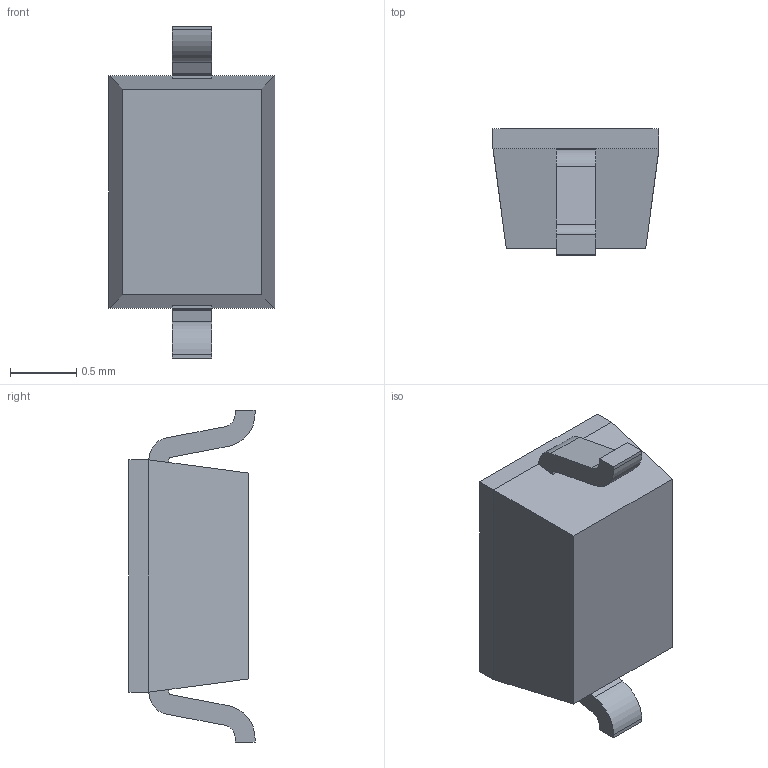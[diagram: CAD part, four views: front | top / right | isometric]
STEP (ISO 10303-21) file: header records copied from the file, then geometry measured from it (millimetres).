
FILE_DESCRIPTION (( 'STEP AP214' ), '1' );
FILE_NAME ('CUS10S30,H3F.STEP', '2021-08-27T09:31:54', ( '' ), ( '' ), 'SwSTEP 2.0', 'SolidWorks 2018', '' );
FILE_SCHEMA (( 'AUTOMOTIVE_DESIGN' ));
Length unit declared in the file: millimetre
Products named in the file (2): CUS10S30,H3F
Bounding box: 1.25 x 0.95 x 2.5 mm (x, y, z)
Volume: 1.8 mm3; surface area: 10.7 mm2
Topology: 3 solids, 3 shells, 45 faces, 110 edges, 72 vertices
Faces by surface type: plane 37, cylinder 8
Entity records: 1870 total; most frequent: CARTESIAN_POINT 229, DIRECTION 220, ORIENTED_EDGE 220, EDGE_CURVE 110, LINE 94, VECTOR 94, VERTEX_POINT 72, AXIS2_PLACEMENT_3D 63
